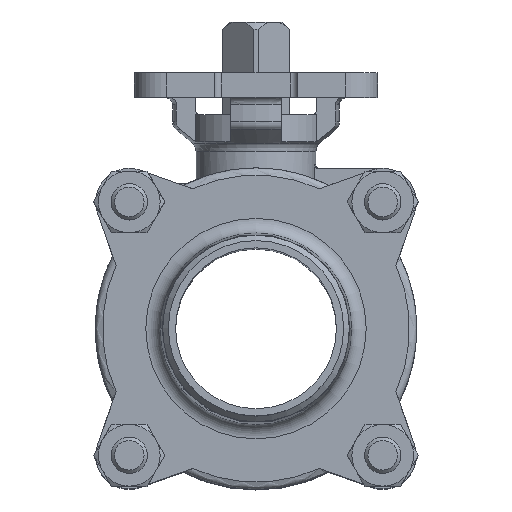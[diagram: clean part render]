
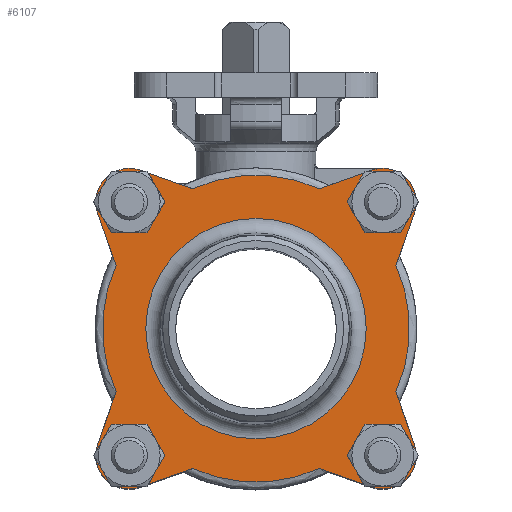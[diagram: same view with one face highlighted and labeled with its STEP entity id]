
A CAD part, top view. The second image highlights one B-rep face of the part: STEP entity #6107.
In plain terms, the highlighted planar face has unit normal (0, 0, 1).
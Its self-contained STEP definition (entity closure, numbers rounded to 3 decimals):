
#75=PLANE('',#6703);
#352=LINE('',#10507,#630);
#353=LINE('',#10511,#631);
#354=LINE('',#10512,#632);
#355=LINE('',#10516,#633);
#356=LINE('',#10517,#634);
#357=LINE('',#10521,#635);
#358=LINE('',#10522,#636);
#359=LINE('',#10526,#637);
#630=VECTOR('',#7901,1000.);
#631=VECTOR('',#7904,1000.);
#632=VECTOR('',#7905,1000.);
#633=VECTOR('',#7908,1000.);
#634=VECTOR('',#7909,1000.);
#635=VECTOR('',#7912,1000.);
#636=VECTOR('',#7913,1000.);
#637=VECTOR('',#7916,1000.);
#942=CIRCLE('',#6559,42.3);
#945=CIRCLE('',#6563,42.3);
#947=CIRCLE('',#6566,42.3);
#1043=CIRCLE('',#6704,8.);
#1044=CIRCLE('',#6705,8.);
#1045=CIRCLE('',#6706,8.);
#1046=CIRCLE('',#6707,8.);
#1047=CIRCLE('',#6708,42.3);
#1048=CIRCLE('',#6709,9.25);
#1049=CIRCLE('',#6710,9.25);
#1050=CIRCLE('',#6711,9.25);
#1051=CIRCLE('',#6712,9.25);
#1052=CIRCLE('',#6713,30.363);
#1771=ORIENTED_EDGE('',*,*,#3546,.F.);
#1772=ORIENTED_EDGE('',*,*,#3547,.F.);
#1773=ORIENTED_EDGE('',*,*,#3548,.F.);
#1774=ORIENTED_EDGE('',*,*,#3549,.F.);
#1775=ORIENTED_EDGE('',*,*,#3550,.F.);
#1776=ORIENTED_EDGE('',*,*,#3551,.T.);
#1777=ORIENTED_EDGE('',*,*,#3552,.T.);
#1778=ORIENTED_EDGE('',*,*,#3553,.T.);
#1779=ORIENTED_EDGE('',*,*,#3295,.F.);
#1780=ORIENTED_EDGE('',*,*,#3554,.T.);
#1781=ORIENTED_EDGE('',*,*,#3555,.T.);
#1782=ORIENTED_EDGE('',*,*,#3556,.T.);
#1783=ORIENTED_EDGE('',*,*,#3301,.F.);
#1784=ORIENTED_EDGE('',*,*,#3557,.T.);
#1785=ORIENTED_EDGE('',*,*,#3558,.T.);
#1786=ORIENTED_EDGE('',*,*,#3559,.T.);
#1787=ORIENTED_EDGE('',*,*,#3305,.F.);
#1788=ORIENTED_EDGE('',*,*,#3560,.T.);
#1789=ORIENTED_EDGE('',*,*,#3561,.T.);
#1790=ORIENTED_EDGE('',*,*,#3562,.T.);
#1791=ORIENTED_EDGE('',*,*,#3563,.T.);
#3295=EDGE_CURVE('',#4166,#4168,#942,.T.);
#3301=EDGE_CURVE('',#4173,#4171,#945,.T.);
#3305=EDGE_CURVE('',#4177,#4175,#947,.T.);
#3546=EDGE_CURVE('',#4360,#4360,#1043,.T.);
#3547=EDGE_CURVE('',#4361,#4361,#1044,.T.);
#3548=EDGE_CURVE('',#4362,#4362,#1045,.T.);
#3549=EDGE_CURVE('',#4363,#4363,#1046,.T.);
#3550=EDGE_CURVE('',#4364,#4365,#1047,.T.);
#3551=EDGE_CURVE('',#4364,#4366,#352,.T.);
#3552=EDGE_CURVE('',#4366,#4367,#1048,.T.);
#3553=EDGE_CURVE('',#4367,#4168,#353,.T.);
#3554=EDGE_CURVE('',#4166,#4368,#354,.T.);
#3555=EDGE_CURVE('',#4368,#4369,#1049,.T.);
#3556=EDGE_CURVE('',#4369,#4171,#355,.T.);
#3557=EDGE_CURVE('',#4173,#4370,#356,.T.);
#3558=EDGE_CURVE('',#4370,#4371,#1050,.T.);
#3559=EDGE_CURVE('',#4371,#4175,#357,.T.);
#3560=EDGE_CURVE('',#4177,#4372,#358,.T.);
#3561=EDGE_CURVE('',#4372,#4373,#1051,.T.);
#3562=EDGE_CURVE('',#4373,#4365,#359,.T.);
#3563=EDGE_CURVE('',#4374,#4374,#1052,.T.);
#4166=VERTEX_POINT('',#9791);
#4168=VERTEX_POINT('',#9794);
#4171=VERTEX_POINT('',#9811);
#4173=VERTEX_POINT('',#9820);
#4175=VERTEX_POINT('',#9830);
#4177=VERTEX_POINT('',#9839);
#4360=VERTEX_POINT('',#10497);
#4361=VERTEX_POINT('',#10499);
#4362=VERTEX_POINT('',#10501);
#4363=VERTEX_POINT('',#10503);
#4364=VERTEX_POINT('',#10505);
#4365=VERTEX_POINT('',#10506);
#4366=VERTEX_POINT('',#10508);
#4367=VERTEX_POINT('',#10510);
#4368=VERTEX_POINT('',#10513);
#4369=VERTEX_POINT('',#10515);
#4370=VERTEX_POINT('',#10518);
#4371=VERTEX_POINT('',#10520);
#4372=VERTEX_POINT('',#10523);
#4373=VERTEX_POINT('',#10525);
#4374=VERTEX_POINT('',#10528);
#5011=EDGE_LOOP('',(#1771));
#5012=EDGE_LOOP('',(#1772));
#5013=EDGE_LOOP('',(#1773));
#5014=EDGE_LOOP('',(#1774));
#5015=EDGE_LOOP('',(#1775,#1776,#1777,#1778,#1779,#1780,#1781,#1782,#1783,
#1784,#1785,#1786,#1787,#1788,#1789,#1790));
#5016=EDGE_LOOP('',(#1791));
#5514=FACE_BOUND('',#5011,.T.);
#5515=FACE_BOUND('',#5012,.T.);
#5516=FACE_BOUND('',#5013,.T.);
#5517=FACE_BOUND('',#5014,.T.);
#5518=FACE_BOUND('',#5015,.T.);
#5519=FACE_BOUND('',#5016,.T.);
#6107=ADVANCED_FACE('',(#5514,#5515,#5516,#5517,#5518,#5519),#75,.F.);
#6559=AXIS2_PLACEMENT_3D('',#9793,#7506,#7507);
#6563=AXIS2_PLACEMENT_3D('',#9821,#7514,#7515);
#6566=AXIS2_PLACEMENT_3D('',#9840,#7520,#7521);
#6703=AXIS2_PLACEMENT_3D('',#10495,#7889,#7890);
#6704=AXIS2_PLACEMENT_3D('',#10496,#7891,#7892);
#6705=AXIS2_PLACEMENT_3D('',#10498,#7893,#7894);
#6706=AXIS2_PLACEMENT_3D('',#10500,#7895,#7896);
#6707=AXIS2_PLACEMENT_3D('',#10502,#7897,#7898);
#6708=AXIS2_PLACEMENT_3D('',#10504,#7899,#7900);
#6709=AXIS2_PLACEMENT_3D('',#10509,#7902,#7903);
#6710=AXIS2_PLACEMENT_3D('',#10514,#7906,#7907);
#6711=AXIS2_PLACEMENT_3D('',#10519,#7910,#7911);
#6712=AXIS2_PLACEMENT_3D('',#10524,#7914,#7915);
#6713=AXIS2_PLACEMENT_3D('',#10527,#7917,#7918);
#7506=DIRECTION('',(0.,0.,-1.));
#7507=DIRECTION('',(-1.,0.,0.));
#7514=DIRECTION('',(0.,0.,-1.));
#7515=DIRECTION('',(-1.,0.,0.));
#7520=DIRECTION('',(0.,0.,-1.));
#7521=DIRECTION('',(-1.,0.,0.));
#7889=DIRECTION('',(0.,0.,-1.));
#7890=DIRECTION('',(-1.,0.,0.));
#7891=DIRECTION('',(0.,0.,1.));
#7892=DIRECTION('',(1.,0.,0.));
#7893=DIRECTION('',(0.,0.,1.));
#7894=DIRECTION('',(1.,0.,0.));
#7895=DIRECTION('',(0.,0.,1.));
#7896=DIRECTION('',(1.,0.,0.));
#7897=DIRECTION('',(0.,0.,1.));
#7898=DIRECTION('',(1.,0.,0.));
#7899=DIRECTION('',(0.,0.,-1.));
#7900=DIRECTION('',(-1.,0.,0.));
#7901=DIRECTION('',(-0.943,0.334,0.));
#7902=DIRECTION('',(0.,0.,1.));
#7903=DIRECTION('',(1.,0.,0.));
#7904=DIRECTION('',(0.334,-0.943,0.));
#7905=DIRECTION('',(-0.334,-0.943,0.));
#7906=DIRECTION('',(0.,0.,1.));
#7907=DIRECTION('',(1.,0.,0.));
#7908=DIRECTION('',(0.943,0.334,0.));
#7909=DIRECTION('',(0.943,-0.334,0.));
#7910=DIRECTION('',(0.,0.,1.));
#7911=DIRECTION('',(1.,0.,0.));
#7912=DIRECTION('',(-0.334,0.943,0.));
#7913=DIRECTION('',(0.334,0.943,0.));
#7914=DIRECTION('',(0.,0.,1.));
#7915=DIRECTION('',(1.,0.,0.));
#7916=DIRECTION('',(-0.943,-0.334,0.));
#7917=DIRECTION('',(0.,0.,-1.));
#7918=DIRECTION('',(-1.,0.,0.));
#9791=CARTESIAN_POINT('',(-38.538,-17.439,45.5));
#9793=CARTESIAN_POINT('',(0.,0.,45.5));
#9794=CARTESIAN_POINT('',(-38.538,17.439,45.5));
#9811=CARTESIAN_POINT('',(-17.439,-38.538,45.5));
#9820=CARTESIAN_POINT('',(17.439,-38.538,45.5));
#9821=CARTESIAN_POINT('',(0.,0.,45.5));
#9830=CARTESIAN_POINT('',(38.538,-17.439,45.5));
#9839=CARTESIAN_POINT('',(38.538,17.439,45.5));
#9840=CARTESIAN_POINT('',(0.,0.,45.5));
#10495=CARTESIAN_POINT('',(0.,0.,45.5));
#10496=CARTESIAN_POINT('',(34.913,-34.913,45.5));
#10497=CARTESIAN_POINT('',(42.913,-34.913,45.5));
#10498=CARTESIAN_POINT('',(-34.913,-34.913,45.5));
#10499=CARTESIAN_POINT('',(-26.913,-34.913,45.5));
#10500=CARTESIAN_POINT('',(-34.913,34.913,45.5));
#10501=CARTESIAN_POINT('',(-26.913,34.913,45.5));
#10502=CARTESIAN_POINT('',(34.913,34.913,45.5));
#10503=CARTESIAN_POINT('',(42.913,34.913,45.5));
#10504=CARTESIAN_POINT('',(0.,0.,45.5));
#10505=CARTESIAN_POINT('',(-17.439,38.538,45.5));
#10506=CARTESIAN_POINT('',(17.439,38.538,45.5));
#10507=CARTESIAN_POINT('',(0.,32.363,45.5));
#10508=CARTESIAN_POINT('',(-31.826,43.633,45.5));
#10509=CARTESIAN_POINT('',(-34.913,34.913,45.5));
#10510=CARTESIAN_POINT('',(-43.633,31.826,45.5));
#10511=CARTESIAN_POINT('',(-43.633,31.826,45.5));
#10512=CARTESIAN_POINT('',(-32.363,0.,45.5));
#10513=CARTESIAN_POINT('',(-43.633,-31.826,45.5));
#10514=CARTESIAN_POINT('',(-34.913,-34.913,45.5));
#10515=CARTESIAN_POINT('',(-31.826,-43.633,45.5));
#10516=CARTESIAN_POINT('',(-31.826,-43.633,45.5));
#10517=CARTESIAN_POINT('',(0.,-32.363,45.5));
#10518=CARTESIAN_POINT('',(31.826,-43.633,45.5));
#10519=CARTESIAN_POINT('',(34.913,-34.913,45.5));
#10520=CARTESIAN_POINT('',(43.633,-31.826,45.5));
#10521=CARTESIAN_POINT('',(43.633,-31.826,45.5));
#10522=CARTESIAN_POINT('',(32.363,0.,45.5));
#10523=CARTESIAN_POINT('',(43.633,31.826,45.5));
#10524=CARTESIAN_POINT('',(34.913,34.913,45.5));
#10525=CARTESIAN_POINT('',(31.826,43.633,45.5));
#10526=CARTESIAN_POINT('',(31.826,43.633,45.5));
#10527=CARTESIAN_POINT('',(0.,0.,45.5));
#10528=CARTESIAN_POINT('',(-30.363,0.,45.5));
